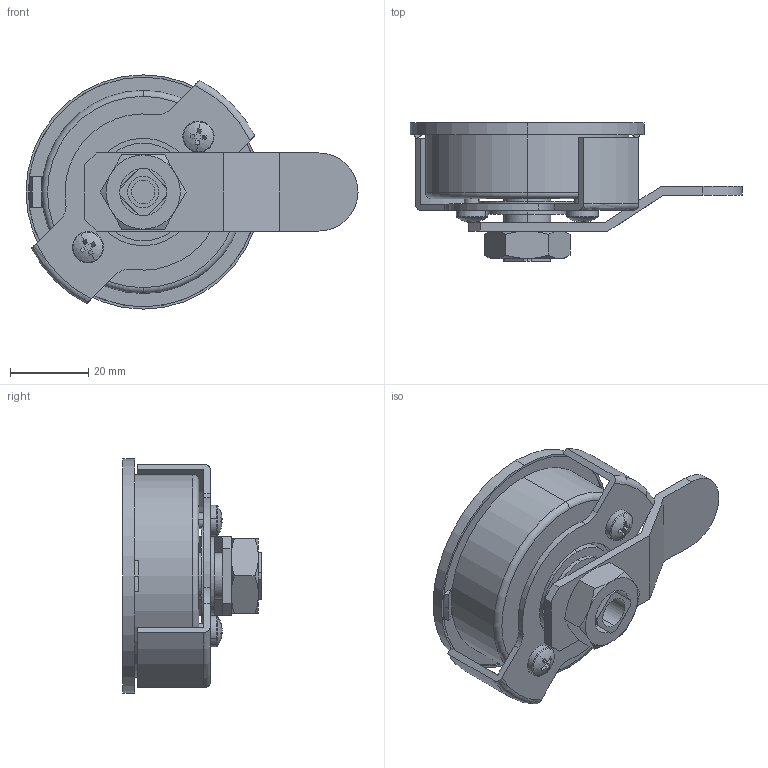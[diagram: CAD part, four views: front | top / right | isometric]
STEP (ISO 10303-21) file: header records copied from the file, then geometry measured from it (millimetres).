
FILE_DESCRIPTION (( 'STEP AP203' ), '1' );
FILE_NAME ('A-56-B-L.STEP', '2011-10-14T06:29:52', ( '11sw' ), ( 'タキゲン製造株式会社' ), 'SwSTEP 2.0', 'SolidWorks 2011', '' );
FILE_SCHEMA (( 'CONFIG_CONTROL_DESIGN' ));
Length unit declared in the file: millimetre
Products named in the file (10): A-56-B-L; A-56-B十字穴付なべねじM4_M4×8; A-56-B榋妏僫僢僩M12_JIS B 1181 Hexagon nut - Class 1 Finished M12 --N; A-56-B取付金具_; A-56-B止金_; A-56-Bハンドル_; A-56-Bシャフト_; A-56-Bカム__L; A-56-Bカップ_; A-56-Bベース__L
Assembly tree (10 placements, depth 2):
  A-56-B-L
    A-56-B十字穴付なべねじM4_M4×8  x2
    A-56-B榋妏僫僢僩M12_JIS B 1181 Hexagon nut - Class 1 Finished M12 --N
    A-56-B取付金具_
    A-56-B止金_
    A-56-Bハンドル_
    A-56-Bシャフト_
    A-56-Bカム__L
    A-56-Bカップ_
    A-56-Bベース__L
Bounding box: 85 x 35.4 x 60 mm (x, y, z)
Volume: 25699.5 mm3; surface area: 35265.2 mm2
Topology: 10 solids, 10 shells, 284 faces, 706 edges, 459 vertices
Faces by surface type: plane 139, cylinder 97, cone 24, torus 12, sphere 12
Entity records: 9129 total; most frequent: CARTESIAN_POINT 1631, DIRECTION 1425, ORIENTED_EDGE 1296, EDGE_CURVE 648, AXIS2_PLACEMENT_3D 559, VERTEX_POINT 421, LINE 307, VECTOR 307
